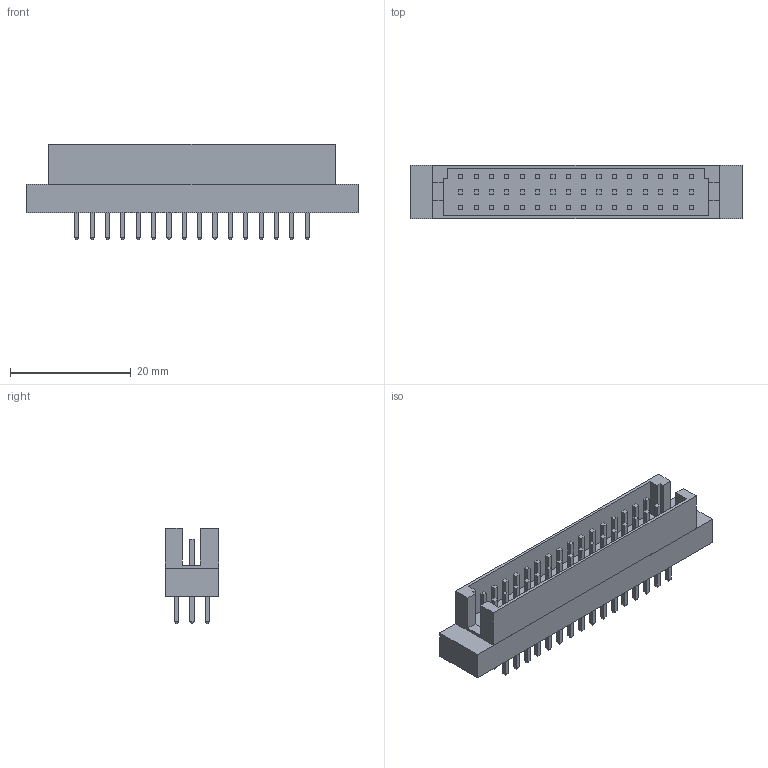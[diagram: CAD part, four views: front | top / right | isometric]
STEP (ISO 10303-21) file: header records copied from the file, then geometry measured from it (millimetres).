
FILE_DESCRIPTION (( 'STEP AP214' ), '1' );
FILE_NAME ('DIN 3X16 32M.STEP', '2024-02-07T10:12:11', ( '' ), ( '' ), 'SwSTEP 2.0', 'SolidWorks 2019', '' );
FILE_SCHEMA (( 'AUTOMOTIVE_DESIGN' ));
Length unit declared in the file: millimetre
Products named in the file (1): DIN 3X16 32M
Bounding box: 54.9 x 8.8 x 15.8 mm (x, y, z)
Volume: 3073.9 mm3; surface area: 5684 mm2
Topology: 50 solids, 50 shells, 508 faces, 1032 edges, 624 vertices
Faces by surface type: plane 508
Entity records: 18495 total; most frequent: CARTESIAN_POINT 2165, ORIENTED_EDGE 2064, DIRECTION 2050, EDGE_CURVE 1032, LINE 1032, VECTOR 1032, VERTEX_POINT 624, UNCERTAINTY_MEASURE_WITH_UNIT 532
